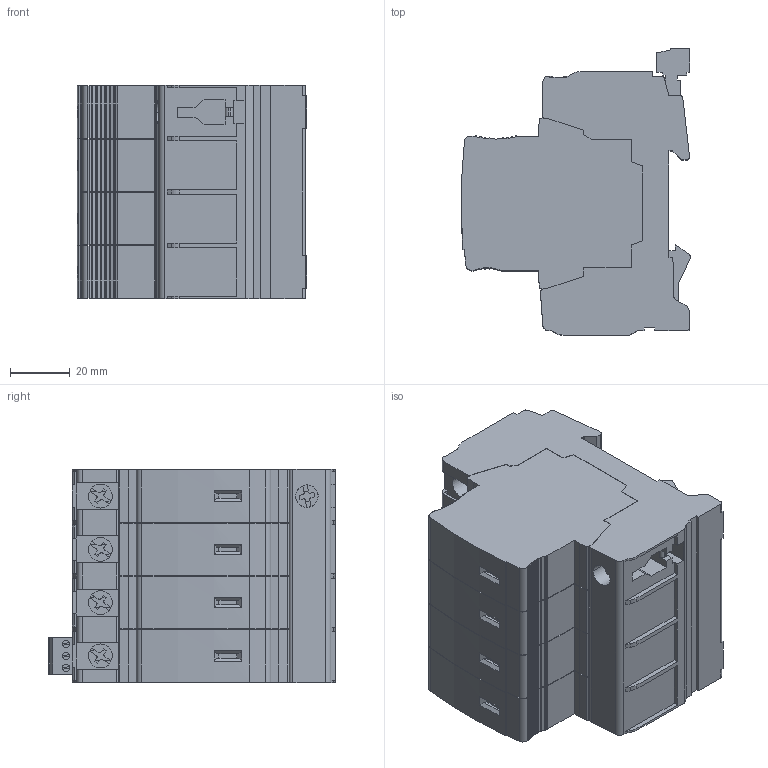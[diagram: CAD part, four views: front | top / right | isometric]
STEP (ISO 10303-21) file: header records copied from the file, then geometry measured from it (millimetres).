
FILE_DESCRIPTION((''),'2;1');
FILE_NAME('B80001514','2017-02-24T',('FRJEGUI'),(''),'CREO PARAMETRIC BY PTC INC, 2016380','CREO PARAMETRIC BY PTC INC, 2016380','');
FILE_SCHEMA(('CONFIG_CONTROL_DESIGN'));
Length unit declared in the file: millimetre
Products named in the file (1): B80001514
Bounding box: 76.67 x 95.8 x 71.2 mm (x, y, z)
Volume: 342985.2 mm3; surface area: 59796.7 mm2
Topology: 1 solids, 1 shells, 1113 faces, 3266 edges, 2160 vertices
Faces by surface type: plane 796, cylinder 309, cone 8
Entity records: 36926 total; most frequent: CARTESIAN_POINT 6673, ORIENTED_EDGE 6532, DIRECTION 6140, EDGE_CURVE 3266, VECTOR 2582, LINE 2582, VERTEX_POINT 2160, AXIS2_PLACEMENT_3D 1779
